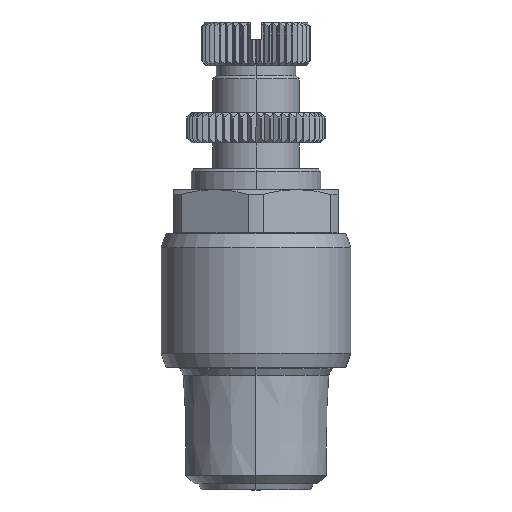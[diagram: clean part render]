
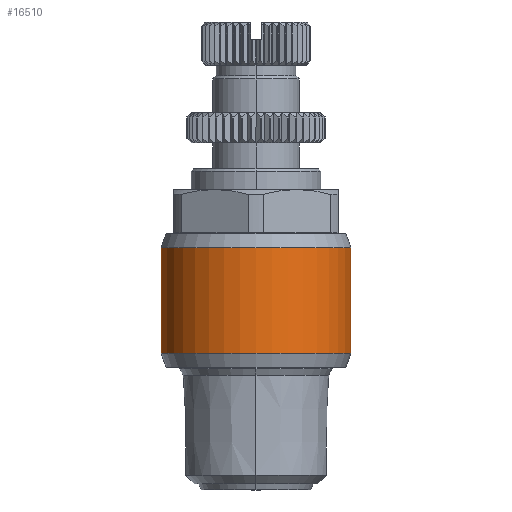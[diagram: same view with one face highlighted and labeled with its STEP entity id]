
A CAD part, left-side view. The second image highlights one B-rep face of the part: STEP entity #16510.
In plain terms, the highlighted cylindrical face has radius 11 mm (diameter 22 mm), a partial arc.
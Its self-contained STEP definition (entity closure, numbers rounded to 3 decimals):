
#476 = CARTESIAN_POINT ( 'NONE',  ( 3., -11., 6.052 ) ) ;
#3057 = CARTESIAN_POINT ( 'NONE',  ( 3., 11., -0.05 ) ) ;
#3623 = CIRCLE ( 'NONE', #7164, 11. ) ;
#4283 = VERTEX_POINT ( 'NONE', #14477 ) ;
#5426 = EDGE_LOOP ( 'NONE', ( #22624, #14652, #13626, #14001 ) ) ;
#6282 = LINE ( 'NONE', #16972, #19288 ) ;
#6606 = AXIS2_PLACEMENT_3D ( 'NONE', #23355, #23437, #15944 ) ;
#7164 = AXIS2_PLACEMENT_3D ( 'NONE', #12153, #17722, #8300 ) ;
#8300 = DIRECTION ( 'NONE',  ( 0., -1., 0. ) ) ;
#9303 = DIRECTION ( 'NONE',  ( 0., -1., 0. ) ) ;
#9372 = CARTESIAN_POINT ( 'NONE',  ( 3., 0., -6.152 ) ) ;
#9450 = DIRECTION ( 'NONE',  ( 0., 0., 1. ) ) ;
#9671 = CARTESIAN_POINT ( 'NONE',  ( 3., 11., -6.152 ) ) ;
#10153 = CYLINDRICAL_SURFACE ( 'NONE', #6606, 11. ) ;
#10318 = CIRCLE ( 'NONE', #14108, 11. ) ;
#10867 = VERTEX_POINT ( 'NONE', #9671 ) ;
#11639 = EDGE_CURVE ( 'NONE', #13407, #11965, #3623, .T. ) ;
#11809 = CARTESIAN_POINT ( 'NONE',  ( 3., 11., 6.052 ) ) ;
#11965 = VERTEX_POINT ( 'NONE', #476 ) ;
#12153 = CARTESIAN_POINT ( 'NONE',  ( 3., 0., 6.052 ) ) ;
#12760 = EDGE_CURVE ( 'NONE', #4283, #11965, #6282, .T. ) ;
#13166 = DIRECTION ( 'NONE',  ( 0., 0., 1. ) ) ;
#13407 = VERTEX_POINT ( 'NONE', #11809 ) ;
#13626 = ORIENTED_EDGE ( 'NONE', *, *, #11639, .T. ) ;
#14001 = ORIENTED_EDGE ( 'NONE', *, *, #12760, .F. ) ;
#14108 = AXIS2_PLACEMENT_3D ( 'NONE', #9372, #13166, #9303 ) ;
#14477 = CARTESIAN_POINT ( 'NONE',  ( 3., -11., -6.152 ) ) ;
#14652 = ORIENTED_EDGE ( 'NONE', *, *, #17251, .T. ) ;
#14862 = VECTOR ( 'NONE', #20362, 1000. ) ;
#15944 = DIRECTION ( 'NONE',  ( 0., -1., 0. ) ) ;
#16510 = ADVANCED_FACE ( 'NONE', ( #19613 ), #10153, .T. ) ;
#16926 = LINE ( 'NONE', #3057, #14862 ) ;
#16972 = CARTESIAN_POINT ( 'NONE',  ( 3., -11., -0.05 ) ) ;
#17251 = EDGE_CURVE ( 'NONE', #10867, #13407, #16926, .T. ) ;
#17722 = DIRECTION ( 'NONE',  ( 0., 0., -1. ) ) ;
#19288 = VECTOR ( 'NONE', #9450, 1000. ) ;
#19417 = EDGE_CURVE ( 'NONE', #4283, #10867, #10318, .T. ) ;
#19613 = FACE_OUTER_BOUND ( 'NONE', #5426, .T. ) ;
#20362 = DIRECTION ( 'NONE',  ( 0., 0., 1. ) ) ;
#22624 = ORIENTED_EDGE ( 'NONE', *, *, #19417, .T. ) ;
#23355 = CARTESIAN_POINT ( 'NONE',  ( 3., 0., -0.05 ) ) ;
#23437 = DIRECTION ( 'NONE',  ( 0., 0., 1. ) ) ;
